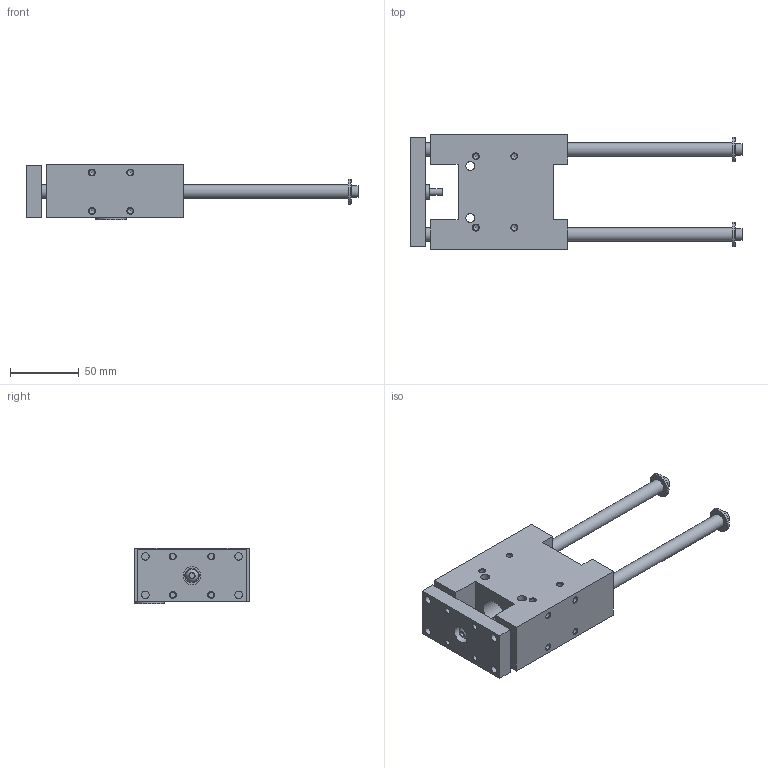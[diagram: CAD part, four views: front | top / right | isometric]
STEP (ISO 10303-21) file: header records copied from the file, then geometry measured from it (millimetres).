
FILE_DESCRIPTION( ( 'STEP AP214' ), '1' );
FILE_NAME( '3232282.step', '2006-07-06T08:17:11', ( ' ' ), ( ' ' ), 'XStep 1.0', ' ', ' ' );
FILE_SCHEMA( ( 'automotive_design' ) );
Length unit declared in the file: metre
Products named in the file (2): 1; 2
Bounding box: 242 x 84 x 40.5 mm (x, y, z)
Volume: 284361.1 mm3; surface area: 72706.4 mm2
Topology: 2 solids, 3 shells, 219 faces, 531 edges, 356 vertices
Faces by surface type: plane 95, cylinder 80, cone 43, sphere 1
Full cylindrical faces by diameter (mm): 3.242 x8, 4.134 x28, 5 x2, 5.1 x12, 5.5 x4, 6.5 x3, 8.5 x2, 10 x5, 10.5 x2, 13 x1, 18 x2, 20 x1, 22 x1
Entity records: 7316 total; most frequent: CARTESIAN_POINT 1062, DIRECTION 965, ORIENTED_EDGE 684, AXIS2_PLACEMENT_3D 408, EDGE_LOOP 403, EDGE_CURVE 342, VERTEX_POINT 299, FACE_OUTER_BOUND 291
